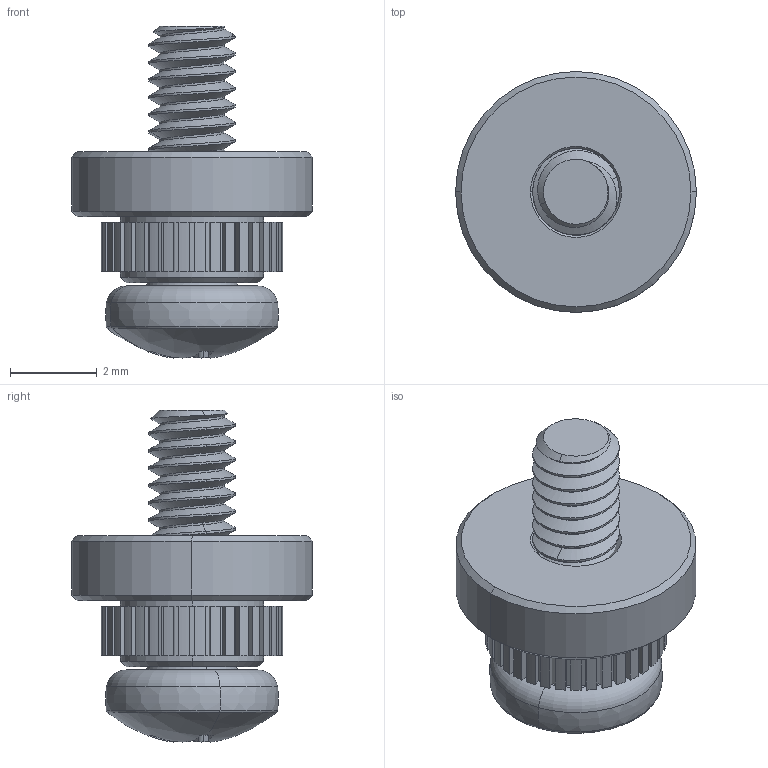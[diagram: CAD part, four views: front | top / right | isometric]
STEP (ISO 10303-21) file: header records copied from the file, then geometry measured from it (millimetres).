
FILE_DESCRIPTION (( 'STEP AP214' ), '1' );
FILE_NAME ('Assem1.STEP', '2023-03-29T01:03:54', ( '' ), ( '' ), 'SwSTEP 2.0', 'SolidWorks 2022', '' );
FILE_SCHEMA (( 'AUTOMOTIVE_DESIGN' ));
Length unit declared in the file: millimetre
Products named in the file (3): 92000A013_Passivated 18-8 Stainless Steel Pan Head Phillips Screws_92000A013; 94100A150_18-8 Stainless Steel Press-Fit Nut for Soft Metal and Plastic_94100A150; Assem1
Assembly tree (2 placements, depth 2):
  Assem1
    94100A150_18-8 Stainless Steel Press-Fit Nut for Soft Metal and Plastic_94100A150
    92000A013_Passivated 18-8 Stainless Steel Pan Head Phillips Screws_92000A013
Bounding box: 5.56 x 5.56 x 7.66 mm (x, y, z)
Volume: 76.7 mm3; surface area: 229.3 mm2
Topology: 2 solids, 2 shells, 298 faces, 846 edges, 556 vertices
Faces by surface type: plane 132, cylinder 113, cone 26, bspline 19, torus 6, sphere 2
Entity records: 13002 total; most frequent: CARTESIAN_POINT 5626, ORIENTED_EDGE 1692, DIRECTION 1359, EDGE_CURVE 846, VERTEX_POINT 556, LINE 489, VECTOR 489, AXIS2_PLACEMENT_3D 435
